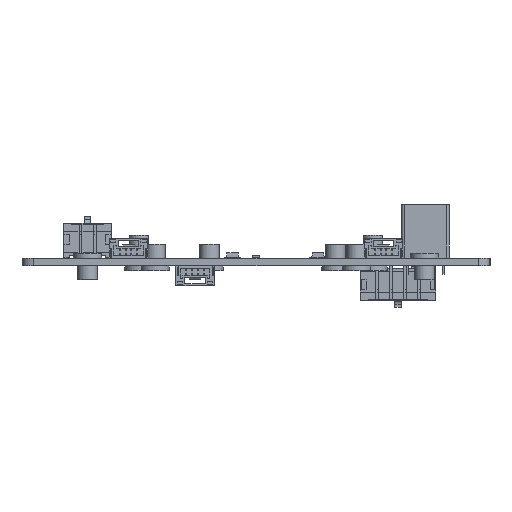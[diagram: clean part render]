
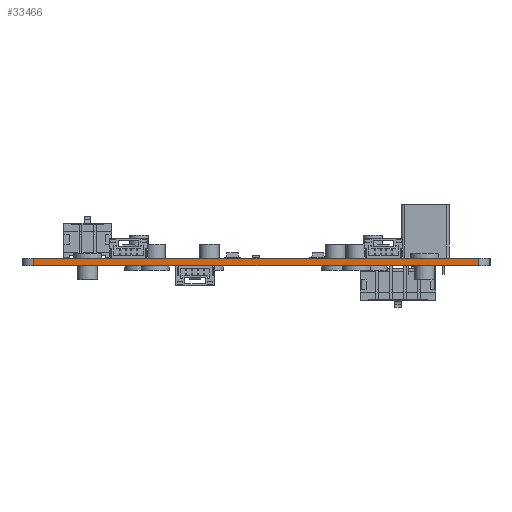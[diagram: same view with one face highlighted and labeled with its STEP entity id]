
A CAD part, left-side view. The second image highlights one B-rep face of the part: STEP entity #33466.
In plain terms, the highlighted planar face has unit normal (-1, 0, 0).
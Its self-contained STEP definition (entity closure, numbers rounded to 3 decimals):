
#29811 = VERTEX_POINT('',#29812);
#29812 = CARTESIAN_POINT('',(-90.,47.5,0.));
#29819 = EDGE_CURVE('',#29820,#29811,#29822,.T.);
#29820 = VERTEX_POINT('',#29821);
#29821 = CARTESIAN_POINT('',(-90.,-47.5,0.));
#29822 = LINE('',#29823,#29824);
#29823 = CARTESIAN_POINT('',(-90.,-47.5,0.));
#29824 = VECTOR('',#29825,1.);
#29825 = DIRECTION('',(0.,1.,0.));
#31625 = VERTEX_POINT('',#31626);
#31626 = CARTESIAN_POINT('',(-90.,47.5,1.51));
#31633 = EDGE_CURVE('',#31634,#31625,#31636,.T.);
#31634 = VERTEX_POINT('',#31635);
#31635 = CARTESIAN_POINT('',(-90.,-47.5,1.51));
#31636 = LINE('',#31637,#31638);
#31637 = CARTESIAN_POINT('',(-90.,-47.5,1.51));
#31638 = VECTOR('',#31639,1.);
#31639 = DIRECTION('',(0.,1.,0.));
#33436 = EDGE_CURVE('',#29811,#31625,#33437,.T.);
#33437 = LINE('',#33438,#33439);
#33438 = CARTESIAN_POINT('',(-90.,47.5,0.));
#33439 = VECTOR('',#33440,1.);
#33440 = DIRECTION('',(0.,0.,1.));
#33466 = ADVANCED_FACE('',(#33467),#33478,.T.);
#33467 = FACE_BOUND('',#33468,.T.);
#33468 = EDGE_LOOP('',(#33469,#33475,#33476,#33477));
#33469 = ORIENTED_EDGE('',*,*,#33470,.T.);
#33470 = EDGE_CURVE('',#29820,#31634,#33471,.T.);
#33471 = LINE('',#33472,#33473);
#33472 = CARTESIAN_POINT('',(-90.,-47.5,0.));
#33473 = VECTOR('',#33474,1.);
#33474 = DIRECTION('',(0.,0.,1.));
#33475 = ORIENTED_EDGE('',*,*,#31633,.T.);
#33476 = ORIENTED_EDGE('',*,*,#33436,.F.);
#33477 = ORIENTED_EDGE('',*,*,#29819,.F.);
#33478 = PLANE('',#33479);
#33479 = AXIS2_PLACEMENT_3D('',#33480,#33481,#33482);
#33480 = CARTESIAN_POINT('',(-90.,-47.5,0.));
#33481 = DIRECTION('',(-1.,0.,0.));
#33482 = DIRECTION('',(0.,1.,0.));
